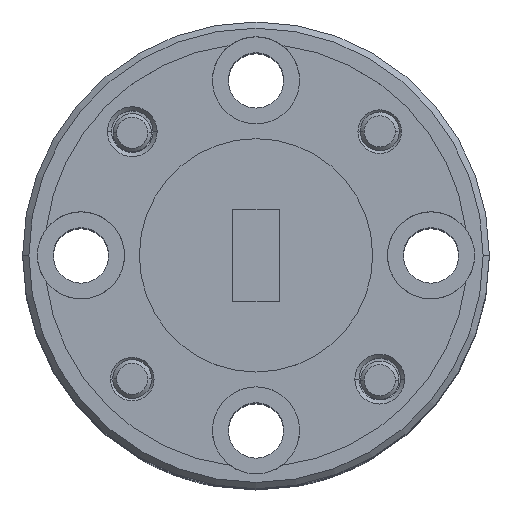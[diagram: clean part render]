
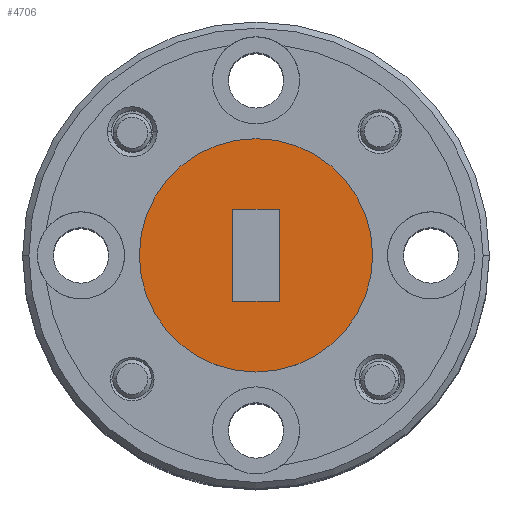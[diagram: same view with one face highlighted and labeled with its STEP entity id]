
A CAD part, top view. The second image highlights one B-rep face of the part: STEP entity #4706.
In plain terms, the highlighted planar face has unit normal (0, 0, 1).
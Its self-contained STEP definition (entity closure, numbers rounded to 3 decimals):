
#23 = CARTESIAN_POINT ( 'NONE',  ( 6.437, 15.486, 40.747 ) ) ;
#37 = DIRECTION ( 'NONE',  ( 0., 1., 0. ) ) ;
#980 = VERTEX_POINT ( 'NONE', #12928 ) ;
#1335 = CIRCLE ( 'NONE', #9439, 4.763 ) ;
#1341 = ORIENTED_EDGE ( 'NONE', *, *, #1624, .T. ) ;
#1383 = PLANE ( 'NONE',  #12561 ) ;
#1399 = CARTESIAN_POINT ( 'NONE',  ( 0.734, 17.366, 40.747 ) ) ;
#1449 = FACE_OUTER_BOUND ( 'NONE', #1644, .T. ) ;
#1624 = EDGE_CURVE ( 'NONE', #7566, #11861, #5418, .T. ) ;
#1644 = EDGE_LOOP ( 'NONE', ( #3428, #8730 ) ) ;
#1675 = VECTOR ( 'NONE', #13158, 1000. ) ;
#2124 = LINE ( 'NONE', #7775, #1675 ) ;
#2241 = ORIENTED_EDGE ( 'NONE', *, *, #8574, .F. ) ;
#2410 = DIRECTION ( 'NONE',  ( 1., 0., 0. ) ) ;
#2413 = CARTESIAN_POINT ( 'NONE',  ( 4.557, 19.246, 40.747 ) ) ;
#3103 = CARTESIAN_POINT ( 'NONE',  ( 4.557, 15.486, 40.747 ) ) ;
#3225 = ORIENTED_EDGE ( 'NONE', *, *, #5404, .F. ) ;
#3428 = ORIENTED_EDGE ( 'NONE', *, *, #8628, .T. ) ;
#3784 = DIRECTION ( 'NONE',  ( 0., 1., 0. ) ) ;
#3859 = CARTESIAN_POINT ( 'NONE',  ( 6.437, 15.486, 40.747 ) ) ;
#4308 = VERTEX_POINT ( 'NONE', #1399 ) ;
#4524 = EDGE_CURVE ( 'NONE', #9000, #11861, #2124, .T. ) ;
#4648 = CARTESIAN_POINT ( 'NONE',  ( 15.022, 17.366, 40.747 ) ) ;
#4706 = ADVANCED_FACE ( 'NONE', ( #1449, #5730 ), #1383, .F. ) ;
#5015 = DIRECTION ( 'NONE',  ( 0., 0., 1. ) ) ;
#5404 = EDGE_CURVE ( 'NONE', #6835, #9000, #10538, .T. ) ;
#5418 = LINE ( 'NONE', #3103, #6985 ) ;
#5690 = CARTESIAN_POINT ( 'NONE',  ( 5.497, 17.366, 40.747 ) ) ;
#5730 = FACE_BOUND ( 'NONE', #11346, .T. ) ;
#6433 = VECTOR ( 'NONE', #2410, 1000. ) ;
#6835 = VERTEX_POINT ( 'NONE', #23 ) ;
#6985 = VECTOR ( 'NONE', #37, 1000. ) ;
#7566 = VERTEX_POINT ( 'NONE', #8553 ) ;
#7775 = CARTESIAN_POINT ( 'NONE',  ( 4.557, 19.246, 40.747 ) ) ;
#8553 = CARTESIAN_POINT ( 'NONE',  ( 4.557, 15.486, 40.747 ) ) ;
#8574 = EDGE_CURVE ( 'NONE', #7566, #6835, #10098, .T. ) ;
#8628 = EDGE_CURVE ( 'NONE', #980, #4308, #1335, .T. ) ;
#8730 = ORIENTED_EDGE ( 'NONE', *, *, #9878, .T. ) ;
#9000 = VERTEX_POINT ( 'NONE', #11171 ) ;
#9058 = DIRECTION ( 'NONE',  ( 0., 0., -1. ) ) ;
#9089 = DIRECTION ( 'NONE',  ( 0., 0., 1. ) ) ;
#9206 = CARTESIAN_POINT ( 'NONE',  ( 5.497, 17.366, 40.747 ) ) ;
#9439 = AXIS2_PLACEMENT_3D ( 'NONE', #9206, #5015, #12634 ) ;
#9878 = EDGE_CURVE ( 'NONE', #4308, #980, #13291, .T. ) ;
#10098 = LINE ( 'NONE', #11331, #6433 ) ;
#10538 = LINE ( 'NONE', #3859, #14232 ) ;
#11171 = CARTESIAN_POINT ( 'NONE',  ( 6.437, 19.246, 40.747 ) ) ;
#11208 = AXIS2_PLACEMENT_3D ( 'NONE', #5690, #9089, #12581 ) ;
#11331 = CARTESIAN_POINT ( 'NONE',  ( 4.557, 15.486, 40.747 ) ) ;
#11346 = EDGE_LOOP ( 'NONE', ( #2241, #1341, #12777, #3225 ) ) ;
#11861 = VERTEX_POINT ( 'NONE', #2413 ) ;
#12484 = DIRECTION ( 'NONE',  ( 0., 1., 0. ) ) ;
#12561 = AXIS2_PLACEMENT_3D ( 'NONE', #4648, #9058, #12484 ) ;
#12581 = DIRECTION ( 'NONE',  ( 1., 0., 0. ) ) ;
#12634 = DIRECTION ( 'NONE',  ( 1., 0., 0. ) ) ;
#12777 = ORIENTED_EDGE ( 'NONE', *, *, #4524, .F. ) ;
#12928 = CARTESIAN_POINT ( 'NONE',  ( 10.259, 17.366, 40.747 ) ) ;
#13158 = DIRECTION ( 'NONE',  ( -1., 0., 0. ) ) ;
#13291 = CIRCLE ( 'NONE', #11208, 4.763 ) ;
#14232 = VECTOR ( 'NONE', #3784, 1000. ) ;
